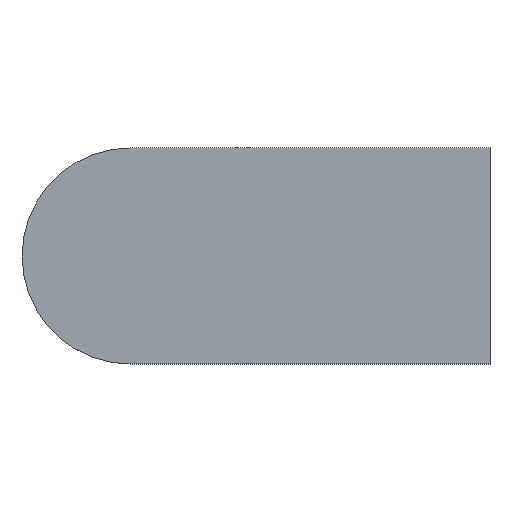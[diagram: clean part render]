
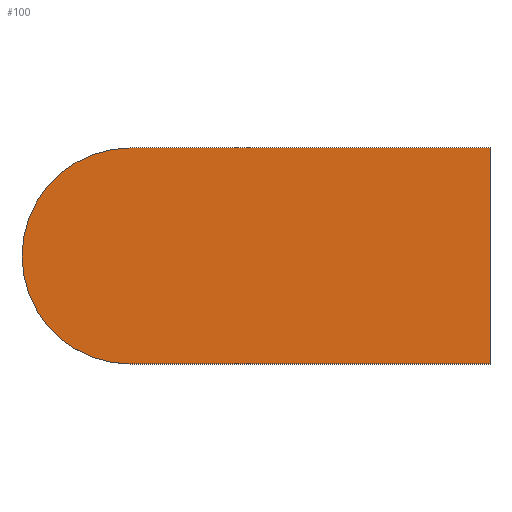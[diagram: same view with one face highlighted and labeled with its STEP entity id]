
A CAD part, top view. The second image highlights one B-rep face of the part: STEP entity #100.
In plain terms, the highlighted planar face has unit normal (0, 0, 1).
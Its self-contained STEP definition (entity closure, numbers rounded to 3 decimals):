
#15=FACE_OUTER_BOUND('',#21,.T.);
#21=EDGE_LOOP('',(#69,#70,#71,#72));
#27=LINE('',#162,#37);
#28=LINE('',#164,#38);
#29=LINE('',#165,#39);
#37=VECTOR('',#134,10.);
#38=VECTOR('',#135,10.);
#39=VECTOR('',#136,10.);
#47=CIRCLE('',#121,150.);
#49=VERTEX_POINT('',#158);
#50=VERTEX_POINT('',#159);
#51=VERTEX_POINT('',#161);
#52=VERTEX_POINT('',#163);
#57=EDGE_CURVE('',#49,#50,#47,.T.);
#58=EDGE_CURVE('',#49,#51,#27,.T.);
#59=EDGE_CURVE('',#51,#52,#28,.T.);
#60=EDGE_CURVE('',#52,#50,#29,.T.);
#69=ORIENTED_EDGE('',*,*,#57,.F.);
#70=ORIENTED_EDGE('',*,*,#58,.T.);
#71=ORIENTED_EDGE('',*,*,#59,.T.);
#72=ORIENTED_EDGE('',*,*,#60,.T.);
#93=PLANE('',#120);
#100=ADVANCED_FACE('',(#15),#93,.T.);
#120=AXIS2_PLACEMENT_3D('',#157,#130,#131);
#121=AXIS2_PLACEMENT_3D('',#160,#132,#133);
#130=DIRECTION('center_axis',(0.,0.,1.));
#131=DIRECTION('ref_axis',(1.,0.,0.));
#132=DIRECTION('center_axis',(0.,0.,-1.));
#133=DIRECTION('ref_axis',(-0.707,0.707,0.));
#134=DIRECTION('',(1.,0.,0.));
#135=DIRECTION('',(0.,1.,0.));
#136=DIRECTION('',(-1.,0.,0.));
#157=CARTESIAN_POINT('Origin',(0.,0.,5.));
#158=CARTESIAN_POINT('',(-175.,-150.,5.));
#159=CARTESIAN_POINT('',(-175.,150.,5.));
#160=CARTESIAN_POINT('Origin',(-175.,0.,5.));
#161=CARTESIAN_POINT('',(325.,-150.,5.));
#162=CARTESIAN_POINT('',(325.,-150.,5.));
#163=CARTESIAN_POINT('',(325.,150.,5.));
#164=CARTESIAN_POINT('',(325.,150.,5.));
#165=CARTESIAN_POINT('',(-325.,150.,5.));
